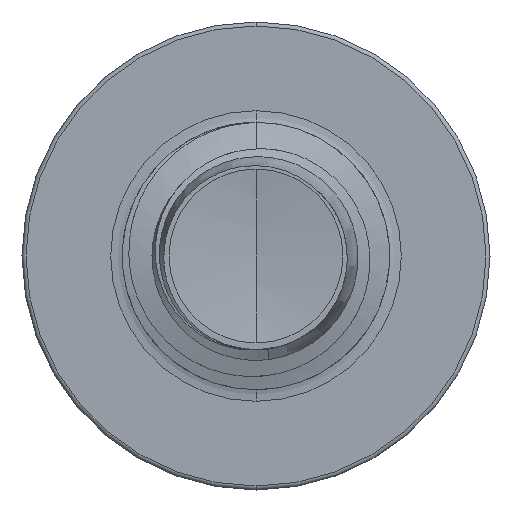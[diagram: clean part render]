
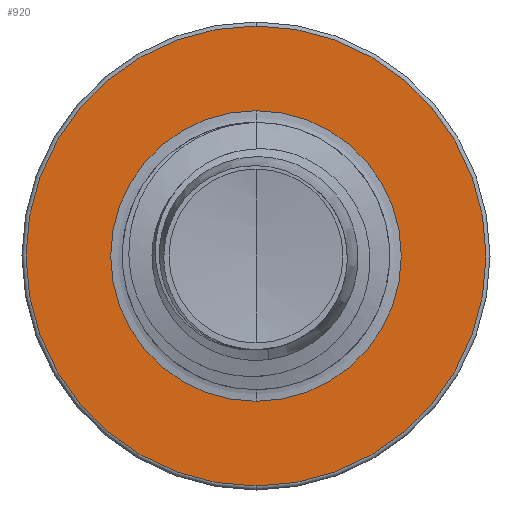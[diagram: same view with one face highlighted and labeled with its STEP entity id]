
A CAD part, front view. The second image highlights one B-rep face of the part: STEP entity #920.
In plain terms, the highlighted planar face has unit normal (0, -1, 0).
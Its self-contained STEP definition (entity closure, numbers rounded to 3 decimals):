
#81 = AXIS2_PLACEMENT_3D ( 'NONE', #4464, #12071, #5761 ) ;
#353 = VERTEX_POINT ( 'NONE', #1842 ) ;
#617 = CARTESIAN_POINT ( 'NONE',  ( 0., 4.5, 2.174 ) ) ;
#920 = ADVANCED_FACE ( 'NONE', ( #10950, #11257 ), #11685, .F. ) ;
#1148 = AXIS2_PLACEMENT_3D ( 'NONE', #7054, #13995, #8159 ) ;
#1636 = AXIS2_PLACEMENT_3D ( 'NONE', #6783, #13741, #7938 ) ;
#1842 = CARTESIAN_POINT ( 'NONE',  ( 0., 4.5, -2.174 ) ) ;
#2461 = EDGE_LOOP ( 'NONE', ( #2738, #2925 ) ) ;
#2729 = AXIS2_PLACEMENT_3D ( 'NONE', #14084, #14095, #14112 ) ;
#2738 = ORIENTED_EDGE ( 'NONE', *, *, #11918, .T. ) ;
#2925 = ORIENTED_EDGE ( 'NONE', *, *, #7510, .T. ) ;
#3003 = VERTEX_POINT ( 'NONE', #5081 ) ;
#3029 = EDGE_LOOP ( 'NONE', ( #8687, #8438 ) ) ;
#3080 = CIRCLE ( 'NONE', #1636, 3.44 ) ;
#4074 = CARTESIAN_POINT ( 'NONE',  ( 0., 4.5, 3.44 ) ) ;
#4464 = CARTESIAN_POINT ( 'NONE',  ( 0., 4.5, 0. ) ) ;
#5081 = CARTESIAN_POINT ( 'NONE',  ( 0., 4.5, -3.44 ) ) ;
#5229 = AXIS2_PLACEMENT_3D ( 'NONE', #11814, #11653, #11635 ) ;
#5444 = VERTEX_POINT ( 'NONE', #4074 ) ;
#5688 = CIRCLE ( 'NONE', #2729, 2.174 ) ;
#5761 = DIRECTION ( 'NONE',  ( 0., 0., 1. ) ) ;
#6783 = CARTESIAN_POINT ( 'NONE',  ( 0., 4.5, 0. ) ) ;
#6959 = VERTEX_POINT ( 'NONE', #617 ) ;
#7054 = CARTESIAN_POINT ( 'NONE',  ( 0., 4.5, 0. ) ) ;
#7510 = EDGE_CURVE ( 'NONE', #353, #6959, #5688, .T. ) ;
#7938 = DIRECTION ( 'NONE',  ( 0., 0., 1. ) ) ;
#8159 = DIRECTION ( 'NONE',  ( 0., 0., 1. ) ) ;
#8438 = ORIENTED_EDGE ( 'NONE', *, *, #10885, .F. ) ;
#8687 = ORIENTED_EDGE ( 'NONE', *, *, #10202, .F. ) ;
#9266 = CIRCLE ( 'NONE', #81, 2.174 ) ;
#10202 = EDGE_CURVE ( 'NONE', #5444, #3003, #3080, .T. ) ;
#10408 = CIRCLE ( 'NONE', #1148, 3.44 ) ;
#10885 = EDGE_CURVE ( 'NONE', #3003, #5444, #10408, .T. ) ;
#10950 = FACE_OUTER_BOUND ( 'NONE', #3029, .T. ) ;
#11257 = FACE_BOUND ( 'NONE', #2461, .T. ) ;
#11635 = DIRECTION ( 'NONE',  ( 0., 0., 1. ) ) ;
#11653 = DIRECTION ( 'NONE',  ( 0., 1., 0. ) ) ;
#11685 = PLANE ( 'NONE',  #5229 ) ;
#11814 = CARTESIAN_POINT ( 'NONE',  ( 0., 4.5, -2.174 ) ) ;
#11918 = EDGE_CURVE ( 'NONE', #6959, #353, #9266, .T. ) ;
#12071 = DIRECTION ( 'NONE',  ( 0., 1., 0. ) ) ;
#13741 = DIRECTION ( 'NONE',  ( 0., 1., 0. ) ) ;
#13995 = DIRECTION ( 'NONE',  ( 0., 1., 0. ) ) ;
#14084 = CARTESIAN_POINT ( 'NONE',  ( 0., 4.5, 0. ) ) ;
#14095 = DIRECTION ( 'NONE',  ( 0., 1., 0. ) ) ;
#14112 = DIRECTION ( 'NONE',  ( 0., 0., 1. ) ) ;
